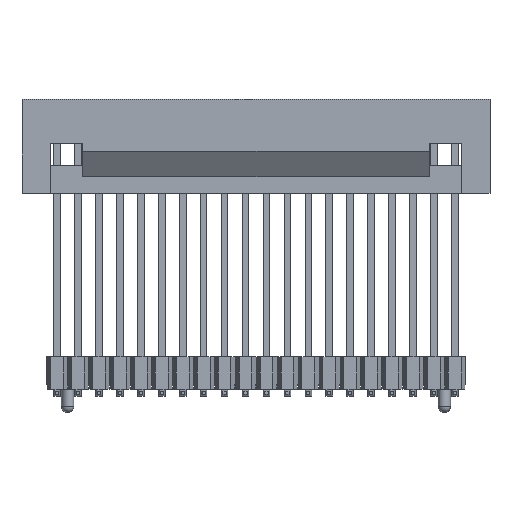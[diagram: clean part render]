
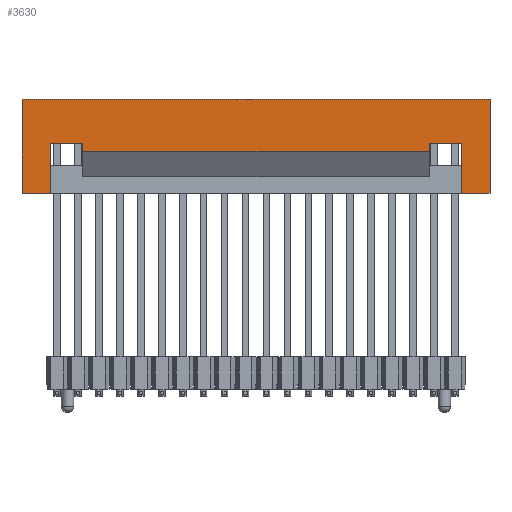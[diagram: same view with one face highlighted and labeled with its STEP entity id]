
A CAD part, front view. The second image highlights one B-rep face of the part: STEP entity #3630.
In plain terms, the highlighted planar face has unit normal (0, -1, 0).
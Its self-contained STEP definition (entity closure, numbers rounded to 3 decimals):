
#561 = DIRECTION ( 'NONE',  ( 1., 0., 0. ) ) ;
#712 = AXIS2_PLACEMENT_3D ( 'NONE', #27506, #13906, #17350 ) ;
#1047 = VERTEX_POINT ( 'NONE', #3306 ) ;
#1127 = CARTESIAN_POINT ( 'NONE',  ( 31.98, -2.8, 5.7 ) ) ;
#1179 = CARTESIAN_POINT ( 'NONE',  ( 3.58, -2.8, 5.7 ) ) ;
#1325 = ORIENTED_EDGE ( 'NONE', *, *, #12950, .F. ) ;
#3207 = LINE ( 'NONE', #36488, #13592 ) ;
#3306 = CARTESIAN_POINT ( 'NONE',  ( 5.28, -2.8, 0. ) ) ;
#3630 = ADVANCED_FACE ( 'NONE', ( #16058 ), #36552, .F. ) ;
#3783 = LINE ( 'NONE', #33190, #20100 ) ;
#4021 = VERTEX_POINT ( 'NONE', #15790 ) ;
#4839 = ORIENTED_EDGE ( 'NONE', *, *, #11686, .T. ) ;
#5497 = VECTOR ( 'NONE', #39254, 1000. ) ;
#5562 = VERTEX_POINT ( 'NONE', #26924 ) ;
#5567 = ORIENTED_EDGE ( 'NONE', *, *, #26184, .T. ) ;
#5720 = DIRECTION ( 'NONE',  ( 0., 0., -1. ) ) ;
#6108 = LINE ( 'NONE', #29472, #16568 ) ;
#6142 = VECTOR ( 'NONE', #561, 1000. ) ;
#6329 = LINE ( 'NONE', #26874, #30636 ) ;
#6879 = DIRECTION ( 'NONE',  ( 1., 0., 0. ) ) ;
#8604 = DIRECTION ( 'NONE',  ( -1., 0., 0. ) ) ;
#9219 = CARTESIAN_POINT ( 'NONE',  ( 31.98, -2.8, 0. ) ) ;
#9740 = EDGE_CURVE ( 'NONE', #4021, #1047, #14501, .T. ) ;
#10106 = ORIENTED_EDGE ( 'NONE', *, *, #14852, .F. ) ;
#10557 = VECTOR ( 'NONE', #8604, 1000. ) ;
#10727 = LINE ( 'NONE', #1179, #12778 ) ;
#10791 = EDGE_CURVE ( 'NONE', #14955, #39121, #12048, .T. ) ;
#11686 = EDGE_CURVE ( 'NONE', #37400, #39121, #3207, .T. ) ;
#11720 = VERTEX_POINT ( 'NONE', #42760 ) ;
#12048 = LINE ( 'NONE', #21967, #12858 ) ;
#12330 = ORIENTED_EDGE ( 'NONE', *, *, #37942, .F. ) ;
#12778 = VECTOR ( 'NONE', #20863, 1000. ) ;
#12858 = VECTOR ( 'NONE', #5720, 1000. ) ;
#12950 = EDGE_CURVE ( 'NONE', #11720, #1047, #25723, .T. ) ;
#13592 = VECTOR ( 'NONE', #6879, 1000. ) ;
#13906 = DIRECTION ( 'NONE',  ( 0., 1., 0. ) ) ;
#14157 = ORIENTED_EDGE ( 'NONE', *, *, #33857, .F. ) ;
#14501 = LINE ( 'NONE', #37596, #32760 ) ;
#14852 = EDGE_CURVE ( 'NONE', #23328, #17784, #6108, .T. ) ;
#14955 = VERTEX_POINT ( 'NONE', #26872 ) ;
#15456 = CARTESIAN_POINT ( 'NONE',  ( 7.28, -2.8, 3. ) ) ;
#15790 = CARTESIAN_POINT ( 'NONE',  ( 3.58, -2.8, 0. ) ) ;
#16058 = FACE_OUTER_BOUND ( 'NONE', #33386, .T. ) ;
#16373 = LINE ( 'NONE', #42081, #5497 ) ;
#16568 = VECTOR ( 'NONE', #38756, 1000. ) ;
#17216 = CARTESIAN_POINT ( 'NONE',  ( 3.58, -2.8, 5.7 ) ) ;
#17350 = DIRECTION ( 'NONE',  ( 0., 0., 1. ) ) ;
#17483 = ORIENTED_EDGE ( 'NONE', *, *, #30836, .F. ) ;
#17784 = VERTEX_POINT ( 'NONE', #9219 ) ;
#17854 = EDGE_CURVE ( 'NONE', #42754, #14955, #3783, .T. ) ;
#18204 = ORIENTED_EDGE ( 'NONE', *, *, #10791, .F. ) ;
#19759 = LINE ( 'NONE', #42421, #42263 ) ;
#20100 = VECTOR ( 'NONE', #23274, 1000. ) ;
#20460 = LINE ( 'NONE', #17216, #6142 ) ;
#20628 = CARTESIAN_POINT ( 'NONE',  ( 7.28, -2.8, 2.571 ) ) ;
#20863 = DIRECTION ( 'NONE',  ( 0., 0., -1. ) ) ;
#21610 = VERTEX_POINT ( 'NONE', #33885 ) ;
#21967 = CARTESIAN_POINT ( 'NONE',  ( 28.28, -2.8, 3. ) ) ;
#22750 = ORIENTED_EDGE ( 'NONE', *, *, #41413, .T. ) ;
#23274 = DIRECTION ( 'NONE',  ( -1., 0., 0. ) ) ;
#23328 = VERTEX_POINT ( 'NONE', #1127 ) ;
#23833 = VERTEX_POINT ( 'NONE', #15456 ) ;
#25299 = CARTESIAN_POINT ( 'NONE',  ( 5.28, -2.8, 3. ) ) ;
#25715 = ORIENTED_EDGE ( 'NONE', *, *, #17854, .F. ) ;
#25723 = LINE ( 'NONE', #25299, #26393 ) ;
#26184 = EDGE_CURVE ( 'NONE', #21610, #4021, #10727, .T. ) ;
#26393 = VECTOR ( 'NONE', #28945, 1000. ) ;
#26872 = CARTESIAN_POINT ( 'NONE',  ( 28.28, -2.8, 3. ) ) ;
#26874 = CARTESIAN_POINT ( 'NONE',  ( -31.98, -2.8, 0. ) ) ;
#26924 = CARTESIAN_POINT ( 'NONE',  ( 30.28, -2.8, 0. ) ) ;
#27506 = CARTESIAN_POINT ( 'NONE',  ( 3.58, -2.8, 5.7 ) ) ;
#28280 = CARTESIAN_POINT ( 'NONE',  ( 5.28, -2.8, 3. ) ) ;
#28945 = DIRECTION ( 'NONE',  ( 0., 0., -1. ) ) ;
#29472 = CARTESIAN_POINT ( 'NONE',  ( 31.98, -2.8, 5.7 ) ) ;
#30113 = DIRECTION ( 'NONE',  ( 1., 0., 0. ) ) ;
#30444 = EDGE_CURVE ( 'NONE', #23833, #11720, #31307, .T. ) ;
#30636 = VECTOR ( 'NONE', #30113, 1000. ) ;
#30836 = EDGE_CURVE ( 'NONE', #5562, #42754, #19759, .T. ) ;
#30915 = DIRECTION ( 'NONE',  ( 1., 0., 0. ) ) ;
#31265 = CARTESIAN_POINT ( 'NONE',  ( 28.28, -2.8, 2.571 ) ) ;
#31307 = LINE ( 'NONE', #28280, #10557 ) ;
#32760 = VECTOR ( 'NONE', #30915, 1000. ) ;
#32913 = DIRECTION ( 'NONE',  ( 0., 0., 1. ) ) ;
#33158 = CARTESIAN_POINT ( 'NONE',  ( 30.28, -2.8, 3. ) ) ;
#33190 = CARTESIAN_POINT ( 'NONE',  ( 28.28, -2.8, 3. ) ) ;
#33386 = EDGE_LOOP ( 'NONE', ( #4839, #18204, #25715, #17483, #22750, #10106, #12330, #5567, #39585, #1325, #40729, #14157 ) ) ;
#33857 = EDGE_CURVE ( 'NONE', #37400, #23833, #16373, .T. ) ;
#33885 = CARTESIAN_POINT ( 'NONE',  ( 3.58, -2.8, 5.7 ) ) ;
#36488 = CARTESIAN_POINT ( 'NONE',  ( 3.58, -2.8, 2.571 ) ) ;
#36552 = PLANE ( 'NONE',  #712 ) ;
#37400 = VERTEX_POINT ( 'NONE', #20628 ) ;
#37596 = CARTESIAN_POINT ( 'NONE',  ( 3.58, -2.8, 0. ) ) ;
#37942 = EDGE_CURVE ( 'NONE', #21610, #23328, #20460, .T. ) ;
#38756 = DIRECTION ( 'NONE',  ( 0., 0., -1. ) ) ;
#39121 = VERTEX_POINT ( 'NONE', #31265 ) ;
#39254 = DIRECTION ( 'NONE',  ( 0., 0., 1. ) ) ;
#39585 = ORIENTED_EDGE ( 'NONE', *, *, #9740, .T. ) ;
#40729 = ORIENTED_EDGE ( 'NONE', *, *, #30444, .F. ) ;
#41413 = EDGE_CURVE ( 'NONE', #5562, #17784, #6329, .T. ) ;
#42081 = CARTESIAN_POINT ( 'NONE',  ( 7.28, -2.8, 3. ) ) ;
#42263 = VECTOR ( 'NONE', #32913, 1000. ) ;
#42421 = CARTESIAN_POINT ( 'NONE',  ( 30.28, -2.8, 3. ) ) ;
#42754 = VERTEX_POINT ( 'NONE', #33158 ) ;
#42760 = CARTESIAN_POINT ( 'NONE',  ( 5.28, -2.8, 3. ) ) ;
